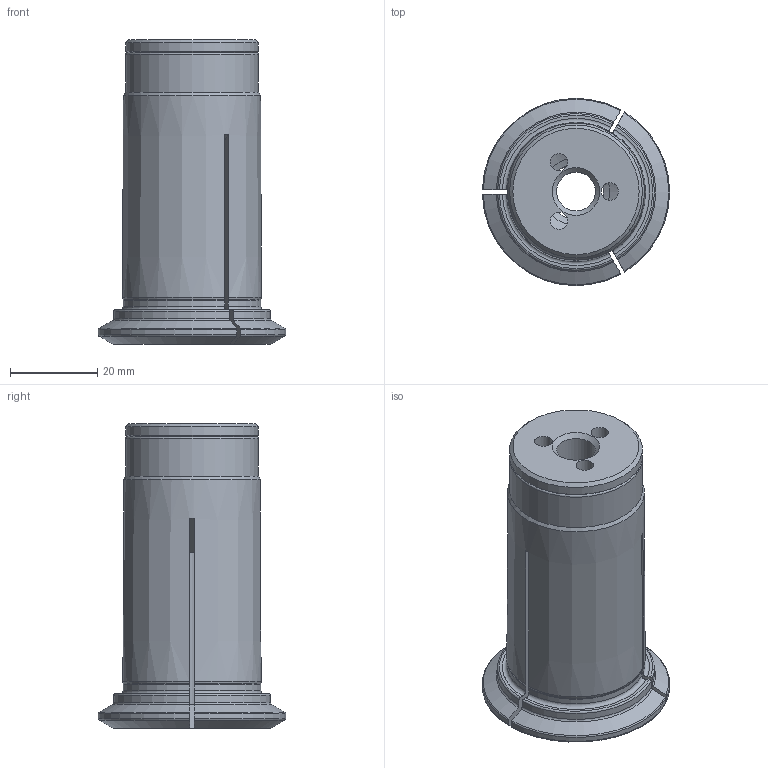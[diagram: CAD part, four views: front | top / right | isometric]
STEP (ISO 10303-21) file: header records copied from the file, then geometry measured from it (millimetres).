
FILE_DESCRIPTION(/* description */ (''),/* implementation_level */ '2;1');
FILE_NAME(/* name */ '173212708.stp',/* time_stamp */ '2021-01-08T12:21:58',/* author */ ('LRA'),/* organization */ ('REGO-FIX'),/* preprocessor_version */ ' Unknown',/* originating_system */ 'SIEMENS PLM Software Solid Edge ST10',/* authorization */ 'Unknown');
FILE_SCHEMA (('AUTOMOTIVE_DESIGN { 1 0 10303 214 2 1 1}'));
Length unit declared in the file: millimetre
Products named in the file (1): NOCUT
Bounding box: 42.99 x 43 x 70 mm (x, y, z)
Volume: 44306.3 mm3; surface area: 16226.9 mm2
Topology: 1 solids, 2 shells, 86 faces, 244 edges, 160 vertices
Faces by surface type: torus 23, cylinder 22, plane 21, cone 20
Full cylindrical faces by diameter (mm): 4 x3, 8.917 x1, 12.7 x1, 15.5 x1, 25.6 x1, 26.5 x1, 26.917 x2, 28.5 x1, 30.5 x2
Entity records: 3252 total; most frequent: CARTESIAN_POINT 542, DIRECTION 447, ORIENTED_EDGE 398, EDGE_CURVE 199, AXIS2_PLACEMENT_3D 192, VERTEX_POINT 145, EDGE_LOOP 130, FACE_BOUND 130
